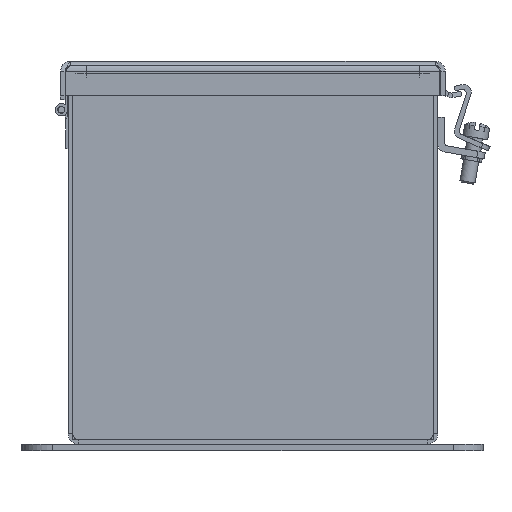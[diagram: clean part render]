
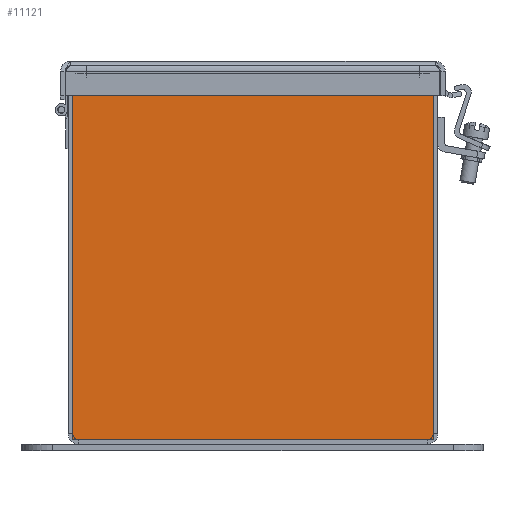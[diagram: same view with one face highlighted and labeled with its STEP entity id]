
A CAD part, left-side view. The second image highlights one B-rep face of the part: STEP entity #11121.
In plain terms, the highlighted face is planar.
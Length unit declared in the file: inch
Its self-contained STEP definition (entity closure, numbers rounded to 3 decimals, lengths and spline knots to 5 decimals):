
#384=PLANE('',#11930);
#745=FACE_OUTER_BOUND('',#1320,.T.);
#1320=EDGE_LOOP('',(#7426,#7427,#7428,#7429,#7430,#7431,#7432,#7433,#7434,
#7435,#7436,#7437));
#2479=LINE('',#16203,#3595);
#2494=LINE('',#16239,#3610);
#2497=LINE('',#16246,#3613);
#2501=LINE('',#16253,#3617);
#2503=LINE('',#16257,#3619);
#2504=LINE('',#16259,#3620);
#2505=LINE('',#16261,#3621);
#2506=LINE('',#16263,#3622);
#2507=LINE('',#16265,#3623);
#2508=LINE('',#16267,#3624);
#2509=LINE('',#16269,#3625);
#2510=LINE('',#16270,#3626);
#3595=VECTOR('',#13058,0.3937);
#3610=VECTOR('',#13097,0.3937);
#3613=VECTOR('',#13102,0.3937);
#3617=VECTOR('',#13108,0.3937);
#3619=VECTOR('',#13112,0.3937);
#3620=VECTOR('',#13113,0.3937);
#3621=VECTOR('',#13114,0.3937);
#3622=VECTOR('',#13115,0.3937);
#3623=VECTOR('',#13116,0.3937);
#3624=VECTOR('',#13117,0.3937);
#3625=VECTOR('',#13118,0.3937);
#3626=VECTOR('',#13119,0.3937);
#4692=VERTEX_POINT('',#16200);
#4693=VERTEX_POINT('',#16202);
#4702=VERTEX_POINT('',#16238);
#4704=VERTEX_POINT('',#16244);
#4705=VERTEX_POINT('',#16245);
#4708=VERTEX_POINT('',#16256);
#4709=VERTEX_POINT('',#16258);
#4710=VERTEX_POINT('',#16260);
#4711=VERTEX_POINT('',#16262);
#4712=VERTEX_POINT('',#16264);
#4713=VERTEX_POINT('',#16266);
#4714=VERTEX_POINT('',#16268);
#5742=EDGE_CURVE('',#4693,#4692,#2479,.T.);
#5760=EDGE_CURVE('',#4702,#4693,#2494,.T.);
#5763=EDGE_CURVE('',#4704,#4705,#2497,.T.);
#5767=EDGE_CURVE('',#4705,#4702,#2501,.T.);
#5769=EDGE_CURVE('',#4692,#4708,#2503,.T.);
#5770=EDGE_CURVE('',#4708,#4709,#2504,.T.);
#5771=EDGE_CURVE('',#4709,#4710,#2505,.T.);
#5772=EDGE_CURVE('',#4710,#4711,#2506,.T.);
#5773=EDGE_CURVE('',#4711,#4712,#2507,.T.);
#5774=EDGE_CURVE('',#4712,#4713,#2508,.T.);
#5775=EDGE_CURVE('',#4713,#4714,#2509,.T.);
#5776=EDGE_CURVE('',#4714,#4704,#2510,.T.);
#7426=ORIENTED_EDGE('',*,*,#5763,.T.);
#7427=ORIENTED_EDGE('',*,*,#5767,.T.);
#7428=ORIENTED_EDGE('',*,*,#5760,.T.);
#7429=ORIENTED_EDGE('',*,*,#5742,.T.);
#7430=ORIENTED_EDGE('',*,*,#5769,.T.);
#7431=ORIENTED_EDGE('',*,*,#5770,.T.);
#7432=ORIENTED_EDGE('',*,*,#5771,.T.);
#7433=ORIENTED_EDGE('',*,*,#5772,.T.);
#7434=ORIENTED_EDGE('',*,*,#5773,.T.);
#7435=ORIENTED_EDGE('',*,*,#5774,.T.);
#7436=ORIENTED_EDGE('',*,*,#5775,.T.);
#7437=ORIENTED_EDGE('',*,*,#5776,.T.);
#11121=ADVANCED_FACE('',(#745),#384,.F.);
#11930=AXIS2_PLACEMENT_3D('',#16255,#13110,#13111);
#13058=DIRECTION('',(1.,0.,0.));
#13097=DIRECTION('',(0.,1.,0.));
#13102=DIRECTION('',(0.,-1.,0.));
#13108=DIRECTION('',(1.,0.,0.));
#13110=DIRECTION('center_axis',(0.,0.,1.));
#13111=DIRECTION('ref_axis',(1.,0.,0.));
#13112=DIRECTION('',(0.,-1.,0.));
#13113=DIRECTION('',(1.,0.,0.));
#13114=DIRECTION('',(0.,1.,0.));
#13115=DIRECTION('',(1.,0.,0.));
#13116=DIRECTION('',(0.,-1.,0.));
#13117=DIRECTION('',(-1.,0.,0.));
#13118=DIRECTION('',(0.,1.,0.));
#13119=DIRECTION('',(1.,0.,0.));
#16200=CARTESIAN_POINT('',(2.4275,2.83225,0.));
#16202=CARTESIAN_POINT('',(-2.4275,2.83225,0.));
#16203=CARTESIAN_POINT('',(-1.21375,2.83225,0.));
#16238=CARTESIAN_POINT('',(-2.4275,2.83205,0.));
#16239=CARTESIAN_POINT('',(-2.4275,1.41603,0.));
#16244=CARTESIAN_POINT('',(-2.4277,2.926,0.));
#16245=CARTESIAN_POINT('',(-2.4277,2.83205,0.));
#16246=CARTESIAN_POINT('',(-2.4277,1.463,0.));
#16253=CARTESIAN_POINT('',(-1.21385,2.83205,0.));
#16255=CARTESIAN_POINT('Origin',(0.,0.,
0.));
#16256=CARTESIAN_POINT('',(2.4275,2.83205,0.));
#16257=CARTESIAN_POINT('',(2.4275,1.463,0.));
#16258=CARTESIAN_POINT('',(2.4277,2.83205,0.));
#16259=CARTESIAN_POINT('',(1.21375,2.83205,0.));
#16260=CARTESIAN_POINT('',(2.4277,2.926,0.));
#16261=CARTESIAN_POINT('',(2.4277,1.41603,0.));
#16262=CARTESIAN_POINT('',(2.926,2.926,0.));
#16263=CARTESIAN_POINT('',(-2.926,2.926,0.));
#16264=CARTESIAN_POINT('',(2.926,-2.926,0.));
#16265=CARTESIAN_POINT('',(2.926,2.926,0.));
#16266=CARTESIAN_POINT('',(-2.926,-2.926,0.));
#16267=CARTESIAN_POINT('',(2.926,-2.926,0.));
#16268=CARTESIAN_POINT('',(-2.926,2.926,0.));
#16269=CARTESIAN_POINT('',(-2.926,-2.926,0.));
#16270=CARTESIAN_POINT('',(-2.926,2.926,0.));
